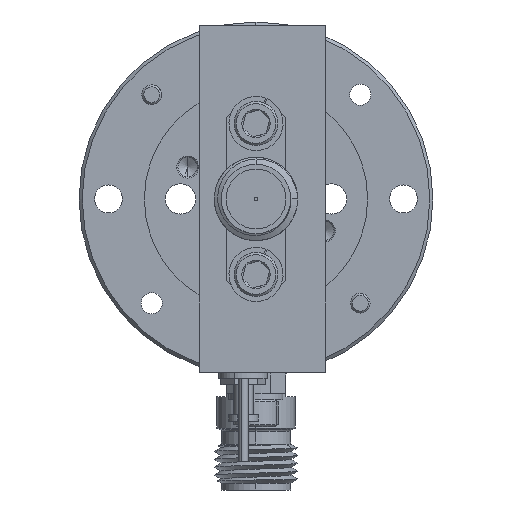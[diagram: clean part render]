
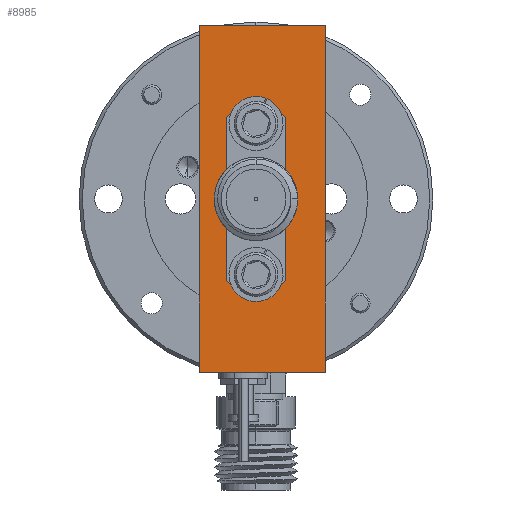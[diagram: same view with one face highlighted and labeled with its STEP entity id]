
A CAD part, left-side view. The second image highlights one B-rep face of the part: STEP entity #8985.
In plain terms, the highlighted planar face has unit normal (-1, 0, 0).
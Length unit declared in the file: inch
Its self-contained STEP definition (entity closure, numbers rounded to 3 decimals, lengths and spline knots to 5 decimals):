
#123 = VECTOR ( 'NONE', #2260, 39.37008 ) ;
#264 = DIRECTION ( 'NONE',  ( 0., -1., 0. ) ) ;
#1386 = DIRECTION ( 'NONE',  ( 0., 0., -1. ) ) ;
#1944 = CARTESIAN_POINT ( 'NONE',  ( -3.62896, -0.3352, 2.19517 ) ) ;
#2260 = DIRECTION ( 'NONE',  ( 0., 0., 1. ) ) ;
#3038 = EDGE_CURVE ( 'NONE', #14153, #23662, #11351, .T. ) ;
#3174 = DIRECTION ( 'NONE',  ( 1., 0., 0. ) ) ;
#3310 = EDGE_CURVE ( 'NONE', #29565, #21956, #10079, .T. ) ;
#3332 = FACE_OUTER_BOUND ( 'NONE', #6401, .T. ) ;
#3473 = LINE ( 'NONE', #24741, #8845 ) ;
#5073 = CARTESIAN_POINT ( 'NONE',  ( -3.62896, -0.3352, 2.19517 ) ) ;
#6329 = DIRECTION ( 'NONE',  ( 0., 0., -1. ) ) ;
#6401 = EDGE_LOOP ( 'NONE', ( #9300, #12907, #28798, #22832 ) ) ;
#8425 = FACE_BOUND ( 'NONE', #12684, .T. ) ;
#8845 = VECTOR ( 'NONE', #264, 39.37008 ) ;
#8895 = VERTEX_POINT ( 'NONE', #5073 ) ;
#8985 = ADVANCED_FACE ( 'NONE', ( #8425, #3332 ), #15786, .F. ) ;
#9145 = AXIS2_PLACEMENT_3D ( 'NONE', #11324, #23795, #1386 ) ;
#9300 = ORIENTED_EDGE ( 'NONE', *, *, #3310, .T. ) ;
#9714 = CIRCLE ( 'NONE', #9145, 0.075 ) ;
#9843 = CARTESIAN_POINT ( 'NONE',  ( -3.62896, -0.5152, 1.57017 ) ) ;
#10079 = LINE ( 'NONE', #19370, #123 ) ;
#10810 = CARTESIAN_POINT ( 'NONE',  ( -3.62896, -0.3352, 2.19517 ) ) ;
#11324 = CARTESIAN_POINT ( 'NONE',  ( -3.62896, -0.5152, 1.64517 ) ) ;
#11351 = CIRCLE ( 'NONE', #27684, 0.075 ) ;
#11738 = CARTESIAN_POINT ( 'NONE',  ( -3.62896, -0.3352, 2.19517 ) ) ;
#12185 = DIRECTION ( 'NONE',  ( 0., -1., 0. ) ) ;
#12684 = EDGE_LOOP ( 'NONE', ( #13704, #20746 ) ) ;
#12907 = ORIENTED_EDGE ( 'NONE', *, *, #24903, .F. ) ;
#12926 = DIRECTION ( 'NONE',  ( 0., 0., -1. ) ) ;
#13676 = DIRECTION ( 'NONE',  ( 1., 0., 0. ) ) ;
#13704 = ORIENTED_EDGE ( 'NONE', *, *, #3038, .T. ) ;
#14135 = CARTESIAN_POINT ( 'NONE',  ( -3.62896, -0.5152, 1.64517 ) ) ;
#14153 = VERTEX_POINT ( 'NONE', #15618 ) ;
#14453 = DIRECTION ( 'NONE',  ( 0., 0., 1. ) ) ;
#15618 = CARTESIAN_POINT ( 'NONE',  ( -3.62896, -0.5152, 1.72017 ) ) ;
#15786 = PLANE ( 'NONE',  #21009 ) ;
#16742 = VECTOR ( 'NONE', #14453, 39.37008 ) ;
#17128 = VERTEX_POINT ( 'NONE', #28690 ) ;
#19370 = CARTESIAN_POINT ( 'NONE',  ( -3.62896, -0.7352, 2.19517 ) ) ;
#20044 = VECTOR ( 'NONE', #12185, 39.37008 ) ;
#20696 = CARTESIAN_POINT ( 'NONE',  ( -3.62896, -0.7352, 1.09517 ) ) ;
#20746 = ORIENTED_EDGE ( 'NONE', *, *, #21021, .T. ) ;
#21009 = AXIS2_PLACEMENT_3D ( 'NONE', #10810, #3174, #12926 ) ;
#21021 = EDGE_CURVE ( 'NONE', #23662, #14153, #9714, .T. ) ;
#21956 = VERTEX_POINT ( 'NONE', #24423 ) ;
#22832 = ORIENTED_EDGE ( 'NONE', *, *, #24512, .T. ) ;
#23662 = VERTEX_POINT ( 'NONE', #9843 ) ;
#23795 = DIRECTION ( 'NONE',  ( 1., 0., 0. ) ) ;
#24423 = CARTESIAN_POINT ( 'NONE',  ( -3.62896, -0.7352, 2.19517 ) ) ;
#24512 = EDGE_CURVE ( 'NONE', #17128, #29565, #3473, .T. ) ;
#24741 = CARTESIAN_POINT ( 'NONE',  ( -3.62896, -0.3352, 1.09517 ) ) ;
#24903 = EDGE_CURVE ( 'NONE', #8895, #21956, #29126, .T. ) ;
#27085 = LINE ( 'NONE', #11738, #16742 ) ;
#27684 = AXIS2_PLACEMENT_3D ( 'NONE', #14135, #13676, #6329 ) ;
#28661 = EDGE_CURVE ( 'NONE', #17128, #8895, #27085, .T. ) ;
#28690 = CARTESIAN_POINT ( 'NONE',  ( -3.62896, -0.3352, 1.09517 ) ) ;
#28798 = ORIENTED_EDGE ( 'NONE', *, *, #28661, .F. ) ;
#29126 = LINE ( 'NONE', #1944, #20044 ) ;
#29565 = VERTEX_POINT ( 'NONE', #20696 ) ;
